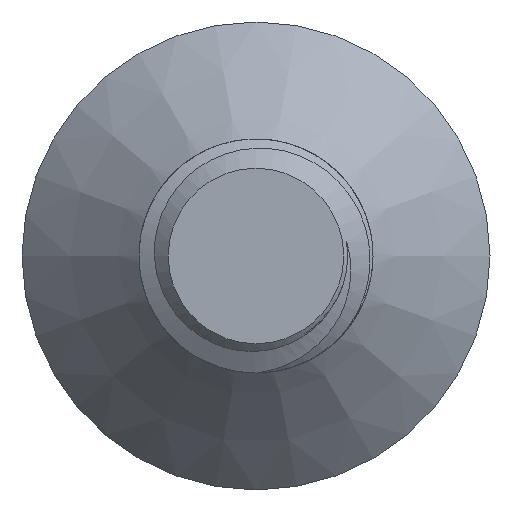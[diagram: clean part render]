
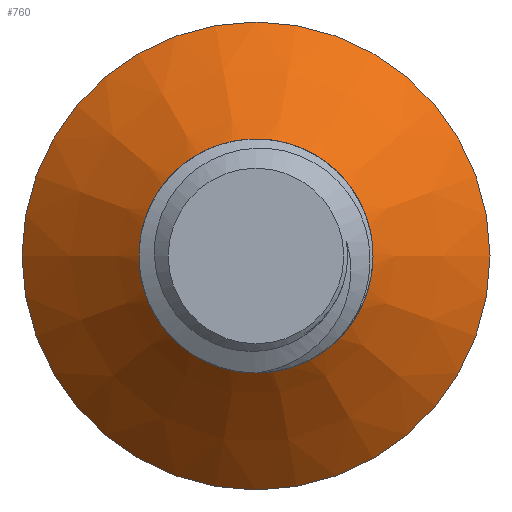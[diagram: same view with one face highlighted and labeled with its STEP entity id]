
A CAD part, left-side view. The second image highlights one B-rep face of the part: STEP entity #760.
In plain terms, the highlighted conical face has half-angle 45 degrees and reference radius 3 mm.
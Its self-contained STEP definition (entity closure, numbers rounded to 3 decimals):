
#38=CONICAL_SURFACE('',#824,3.,0.785);
#70=FACE_OUTER_BOUND('',#116,.T.);
#116=EDGE_LOOP('',(#574,#575,#576,#577,#578,#579,#580,#581));
#138=CIRCLE('',#797,3.);
#141=CIRCLE('',#825,6.);
#142=CIRCLE('',#826,2.35);
#199=B_SPLINE_CURVE_WITH_KNOTS('',3,(#2777,#2778,#2779,#2780,#2781,#2782,
#2783,#2784,#2785,#2786,#2787,#2788,#2789,#2790,#2791,#2792,#2793,#2794,
#2795,#2796,#2797,#2798),.UNSPECIFIED.,.F.,.F.,(4,2,2,2,2,2,2,2,2,2,4),
(0.778,0.864,1.014,1.182,1.371,
1.582,1.817,2.082,2.377,2.687,
3.1),.UNSPECIFIED.);
#200=B_SPLINE_CURVE_WITH_KNOTS('',3,(#2800,#2801,#2802,#2803,#2804,#2805,
#2806,#2807,#2808,#2809,#2810,#2811,#2812,#2813),.UNSPECIFIED.,.F.,.F.,
(4,2,2,2,2,2,4),(0.,0.083,0.149,
0.217,0.252,0.306,0.356),
 .UNSPECIFIED.);
#201=B_SPLINE_CURVE_WITH_KNOTS('',3,(#2816,#2817,#2818,#2819,#2820,#2821,
#2822,#2823,#2824,#2825,#2826,#2827,#2828,#2829,#2830,#2831,#2832,#2833,
#2834,#2835),.UNSPECIFIED.,.F.,.F.,(4,2,2,2,2,2,2,2,2,4),(0.,
0.087,0.177,0.27,0.377,
0.49,0.549,0.67,0.73,
0.778),.UNSPECIFIED.);
#233=LINE('',#2776,#272);
#272=VECTOR('',#942,3.);
#289=VERTEX_POINT('',#1019);
#290=VERTEX_POINT('',#1032);
#341=VERTEX_POINT('',#2773);
#342=VERTEX_POINT('',#2775);
#343=VERTEX_POINT('',#2799);
#344=VERTEX_POINT('',#2814);
#362=EDGE_CURVE('',#290,#289,#138,.T.);
#436=EDGE_CURVE('',#341,#341,#141,.T.);
#437=EDGE_CURVE('',#341,#342,#233,.T.);
#438=EDGE_CURVE('',#342,#290,#199,.T.);
#439=EDGE_CURVE('',#289,#343,#200,.T.);
#440=EDGE_CURVE('',#343,#344,#142,.T.);
#441=EDGE_CURVE('',#344,#342,#201,.T.);
#574=ORIENTED_EDGE('',*,*,#436,.F.);
#575=ORIENTED_EDGE('',*,*,#437,.T.);
#576=ORIENTED_EDGE('',*,*,#438,.T.);
#577=ORIENTED_EDGE('',*,*,#362,.T.);
#578=ORIENTED_EDGE('',*,*,#439,.T.);
#579=ORIENTED_EDGE('',*,*,#440,.T.);
#580=ORIENTED_EDGE('',*,*,#441,.T.);
#581=ORIENTED_EDGE('',*,*,#437,.F.);
#760=ADVANCED_FACE('',(#70),#38,.T.);
#797=AXIS2_PLACEMENT_3D('',#1033,#861,#862);
#824=AXIS2_PLACEMENT_3D('',#2772,#938,#939);
#825=AXIS2_PLACEMENT_3D('',#2774,#940,#941);
#826=AXIS2_PLACEMENT_3D('',#2815,#943,#944);
#861=DIRECTION('center_axis',(0.,0.,1.));
#862=DIRECTION('ref_axis',(0.,-1.,0.));
#938=DIRECTION('center_axis',(0.,0.,1.));
#939=DIRECTION('ref_axis',(0.,-1.,0.));
#940=DIRECTION('center_axis',(0.,0.,1.));
#941=DIRECTION('ref_axis',(0.,-1.,0.));
#942=DIRECTION('',(0.,-0.707,-0.707));
#943=DIRECTION('center_axis',(0.,0.,1.));
#944=DIRECTION('ref_axis',(1.,0.,0.));
#1019=CARTESIAN_POINT('',(2.851,-0.933,-3.3));
#1032=CARTESIAN_POINT('',(1.357,-2.676,-3.3));
#1033=CARTESIAN_POINT('Origin',(0.,0.,-3.3));
#2772=CARTESIAN_POINT('Origin',(0.,0.,-3.3));
#2773=CARTESIAN_POINT('',(0.,6.,-0.3));
#2774=CARTESIAN_POINT('Origin',(0.,0.,-0.3));
#2775=CARTESIAN_POINT('',(0.,2.635,-3.665));
#2776=CARTESIAN_POINT('',(0.,3.,-3.3));
#2777=CARTESIAN_POINT('Ctrl Pts',(0.,2.635,
-3.665));
#2778=CARTESIAN_POINT('Ctrl Pts',(-0.225,2.644,-3.656));
#2779=CARTESIAN_POINT('Ctrl Pts',(-0.439,2.623,-3.648));
#2780=CARTESIAN_POINT('Ctrl Pts',(-0.975,2.513,-3.627));
#2781=CARTESIAN_POINT('Ctrl Pts',(-1.301,2.376,-3.614));
#2782=CARTESIAN_POINT('Ctrl Pts',(-1.914,1.963,-3.586));
#2783=CARTESIAN_POINT('Ctrl Pts',(-2.159,1.696,-3.574));
#2784=CARTESIAN_POINT('Ctrl Pts',(-2.535,1.129,-3.548));
#2785=CARTESIAN_POINT('Ctrl Pts',(-2.673,0.793,-3.535));
#2786=CARTESIAN_POINT('Ctrl Pts',(-2.821,0.046,
-3.507));
#2787=CARTESIAN_POINT('Ctrl Pts',(-2.806,-0.327,
-3.495));
#2788=CARTESIAN_POINT('Ctrl Pts',(-2.669,-1.014,-3.469));
#2789=CARTESIAN_POINT('Ctrl Pts',(-2.526,-1.358,-3.456));
#2790=CARTESIAN_POINT('Ctrl Pts',(-2.092,-2.011,-3.428));
#2791=CARTESIAN_POINT('Ctrl Pts',(-1.809,-2.272,-3.416));
#2792=CARTESIAN_POINT('Ctrl Pts',(-1.211,-2.672,-3.391));
#2793=CARTESIAN_POINT('Ctrl Pts',(-0.858,-2.82,
-3.377));
#2794=CARTESIAN_POINT('Ctrl Pts',(-0.095,-2.975,
-3.35));
#2795=CARTESIAN_POINT('Ctrl Pts',(0.237,-2.96,-3.34));
#2796=CARTESIAN_POINT('Ctrl Pts',(0.776,-2.892,-3.321));
#2797=CARTESIAN_POINT('Ctrl Pts',(1.076,-2.806,-3.311));
#2798=CARTESIAN_POINT('Ctrl Pts',(1.357,-2.676,-3.3));
#2799=CARTESIAN_POINT('',(-1.057,-2.099,-3.95));
#2800=CARTESIAN_POINT('Ctrl Pts',(2.851,-0.933,-3.3));
#2801=CARTESIAN_POINT('Ctrl Pts',(2.734,-1.18,-3.335));
#2802=CARTESIAN_POINT('Ctrl Pts',(2.582,-1.409,-3.371));
#2803=CARTESIAN_POINT('Ctrl Pts',(2.257,-1.779,-3.435));
#2804=CARTESIAN_POINT('Ctrl Pts',(2.05,-1.978,-3.47));
#2805=CARTESIAN_POINT('Ctrl Pts',(1.495,-2.325,-3.556));
#2806=CARTESIAN_POINT('Ctrl Pts',(1.185,-2.446,-3.602));
#2807=CARTESIAN_POINT('Ctrl Pts',(0.691,-2.539,-3.674));
#2808=CARTESIAN_POINT('Ctrl Pts',(0.517,-2.554,-3.699));
#2809=CARTESIAN_POINT('Ctrl Pts',(0.078,-2.55,-3.762));
#2810=CARTESIAN_POINT('Ctrl Pts',(-0.177,-2.51,
-3.797));
#2811=CARTESIAN_POINT('Ctrl Pts',(-0.65,-2.35,
-3.873));
#2812=CARTESIAN_POINT('Ctrl Pts',(-0.864,-2.24,-3.911));
#2813=CARTESIAN_POINT('Ctrl Pts',(-1.057,-2.099,-3.95));
#2814=CARTESIAN_POINT('',(0.737,-2.232,-3.95));
#2815=CARTESIAN_POINT('Origin',(0.,0.,-3.95));
#2816=CARTESIAN_POINT('Ctrl Pts',(0.737,-2.232,-3.95));
#2817=CARTESIAN_POINT('Ctrl Pts',(1.015,-2.154,-3.937));
#2818=CARTESIAN_POINT('Ctrl Pts',(1.276,-2.025,-3.924));
#2819=CARTESIAN_POINT('Ctrl Pts',(1.749,-1.672,-3.9));
#2820=CARTESIAN_POINT('Ctrl Pts',(1.955,-1.445,-3.888));
#2821=CARTESIAN_POINT('Ctrl Pts',(2.275,-0.928,-3.862));
#2822=CARTESIAN_POINT('Ctrl Pts',(2.386,-0.639,-3.849));
#2823=CARTESIAN_POINT('Ctrl Pts',(2.503,0.013,-3.822));
#2824=CARTESIAN_POINT('Ctrl Pts',(2.484,0.348,-3.81));
#2825=CARTESIAN_POINT('Ctrl Pts',(2.35,0.953,-3.784));
#2826=CARTESIAN_POINT('Ctrl Pts',(2.223,1.247,-3.771));
#2827=CARTESIAN_POINT('Ctrl Pts',(1.95,1.649,-3.752));
#2828=CARTESIAN_POINT('Ctrl Pts',(1.842,1.777,-3.746));
#2829=CARTESIAN_POINT('Ctrl Pts',(1.48,2.133,-3.726));
#2830=CARTESIAN_POINT('Ctrl Pts',(1.192,2.322,-3.713));
#2831=CARTESIAN_POINT('Ctrl Pts',(0.72,2.512,-3.692));
#2832=CARTESIAN_POINT('Ctrl Pts',(0.559,2.559,-3.686));
#2833=CARTESIAN_POINT('Ctrl Pts',(0.26,2.617,-3.674));
#2834=CARTESIAN_POINT('Ctrl Pts',(0.128,2.631,-3.669));
#2835=CARTESIAN_POINT('Ctrl Pts',(0.,2.635,
-3.665));
